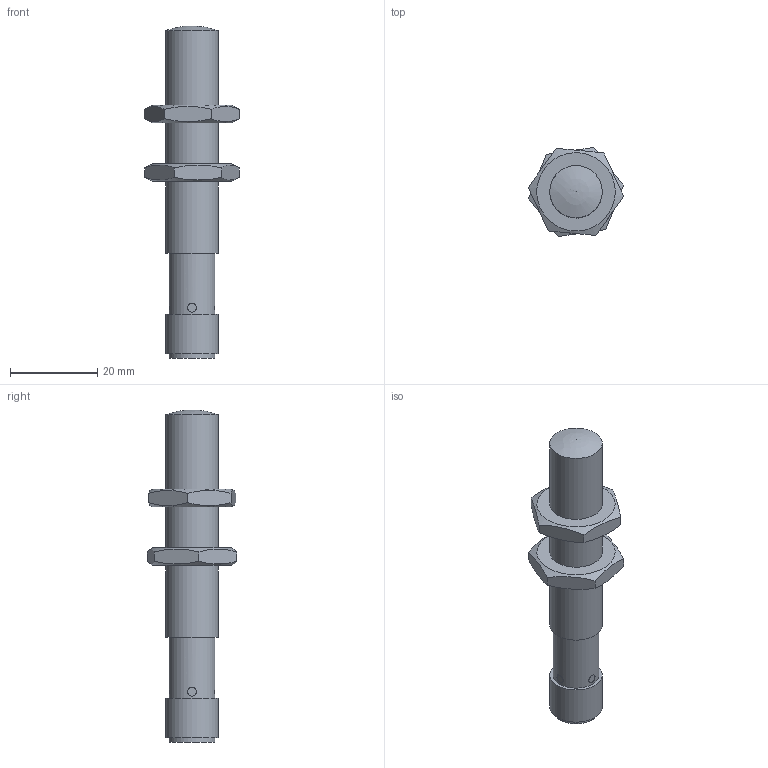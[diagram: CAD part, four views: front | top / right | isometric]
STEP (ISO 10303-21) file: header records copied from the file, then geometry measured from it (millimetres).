
FILE_DESCRIPTION((''),'2;1');
FILE_NAME('OEP_12_IBSL.stp','2008-10-02T12:15:50',('User'),(''),'Autodesk Inventor 10','Autodesk Inventor 10','');
FILE_SCHEMA(('AUTOMOTIVE_DESIGN { 1 0 10303 214 1 1 1 1 }'));
Length unit declared in the file: millimetre
Products named in the file (3): OEP_12_IBSL; MutterM12
Assembly tree (3 placements, depth 2):
  OEP_12_IBSL
    OEP_12_IBSL
    MutterM12  x2
Bounding box: 21.84 x 20.4 x 76 mm (x, y, z)
Volume: 9670.4 mm3; surface area: 4562.7 mm2
Topology: 3 solids, 3 shells, 129 faces, 306 edges, 206 vertices
Faces by surface type: plane 114, cylinder 10, cone 4, bspline 1
Full cylindrical faces by diameter (mm): 2 x4, 10.5 x2, 12 x4
Entity records: 3484 total; most frequent: CARTESIAN_POINT 804, ORIENTED_EDGE 516, DIRECTION 500, EDGE_CURVE 258, VECTOR 222, LINE 222, VERTEX_POINT 180, EDGE_LOOP 156
